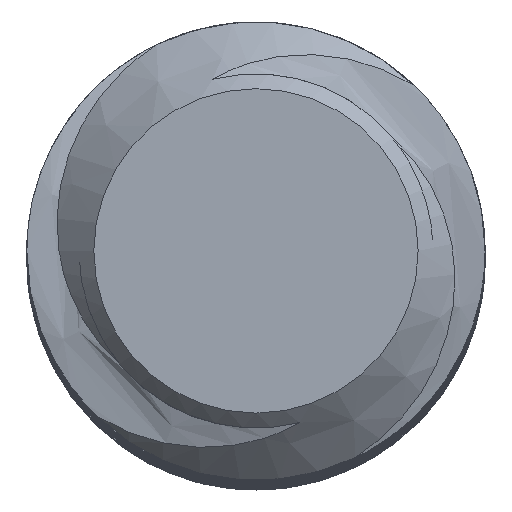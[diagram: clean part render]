
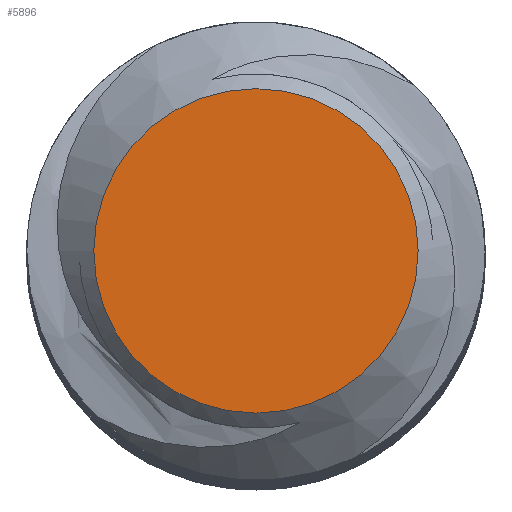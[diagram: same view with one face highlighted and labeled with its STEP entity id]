
A CAD part, top view. The second image highlights one B-rep face of the part: STEP entity #5896.
In plain terms, the highlighted planar face has unit normal (0, 0, 1).
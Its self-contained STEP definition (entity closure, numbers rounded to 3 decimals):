
#44=PLANE('',#6279);
#386=FACE_OUTER_BOUND('',#722,.T.);
#722=EDGE_LOOP('',(#4504));
#960=CIRCLE('',#6268,2.793);
#2524=VERTEX_POINT('',#10997);
#3232=EDGE_CURVE('',#2524,#2524,#960,.T.);
#4504=ORIENTED_EDGE('',*,*,#3232,.T.);
#5896=ADVANCED_FACE('',(#386),#44,.T.);
#6268=AXIS2_PLACEMENT_3D('',#10998,#6698,#6699);
#6279=AXIS2_PLACEMENT_3D('',#15044,#6722,#6723);
#6698=DIRECTION('center_axis',(0.,0.,1.));
#6699=DIRECTION('ref_axis',(1.,0.,0.));
#6722=DIRECTION('center_axis',(0.,0.,1.));
#6723=DIRECTION('ref_axis',(1.,0.,0.));
#10997=CARTESIAN_POINT('',(-2.793,0.,100.));
#10998=CARTESIAN_POINT('Origin',(0.,0.,100.));
#15044=CARTESIAN_POINT('Origin',(0.,0.,100.));
